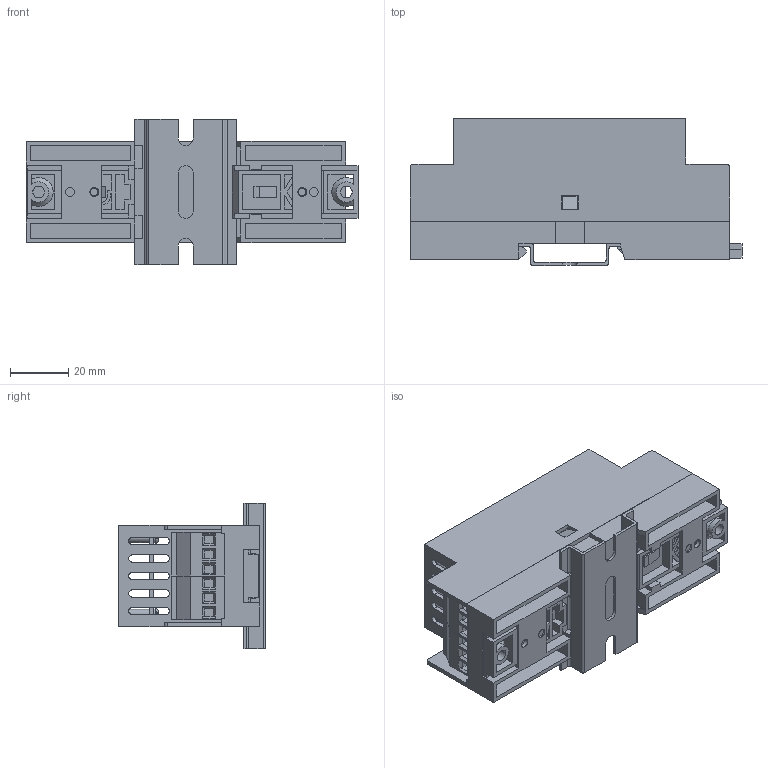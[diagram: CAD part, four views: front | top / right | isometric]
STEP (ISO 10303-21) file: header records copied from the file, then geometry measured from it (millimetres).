
FILE_DESCRIPTION (( 'STEP AP214' ), '1' );
FILE_NAME ('CESV-35-02.STEP', '2023-02-02T07:28:50', ( '' ), ( '' ), 'SwSTEP 2.0', 'SolidWorks 2017', '' );
FILE_SCHEMA (( 'AUTOMOTIVE_DESIGN' ));
Length unit declared in the file: millimetre
Products named in the file (11): CESV-35-02; Screw-small; TopCover with Ventilation with Opening - CESVC-35; Base plate - MDB-35; Clip-Big; CESP-35; Rail-50; Base PCB-MDP-35-01; Clip-Small; Euro fixed Terminal-3Way; Screw-smallest
Assembly tree (17 placements, depth 2):
  CESV-35-02
    Base plate - MDB-35
    Clip-Small
    Clip-Big
    Base PCB-MDP-35-01
    Euro fixed Terminal-3Way  x4
    Rail-50
    Screw-small  x2
    TopCover with Ventilation with Opening - CESVC-35
    CESP-35
    Screw-smallest  x4
Bounding box: 114.3 x 50.55 x 50 mm (x, y, z)
Volume: 51427.4 mm3; surface area: 69513.6 mm2
Topology: 17 solids, 17 shells, 954 faces, 2552 edges, 1672 vertices
Faces by surface type: plane 673, cylinder 203, cone 40, torus 22, bspline 16
Entity records: 21848 total; most frequent: CARTESIAN_POINT 3999, ORIENTED_EDGE 3664, DIRECTION 3494, EDGE_CURVE 1832, VECTOR 1410, LINE 1410, VERTEX_POINT 1205, AXIS2_PLACEMENT_3D 1042
